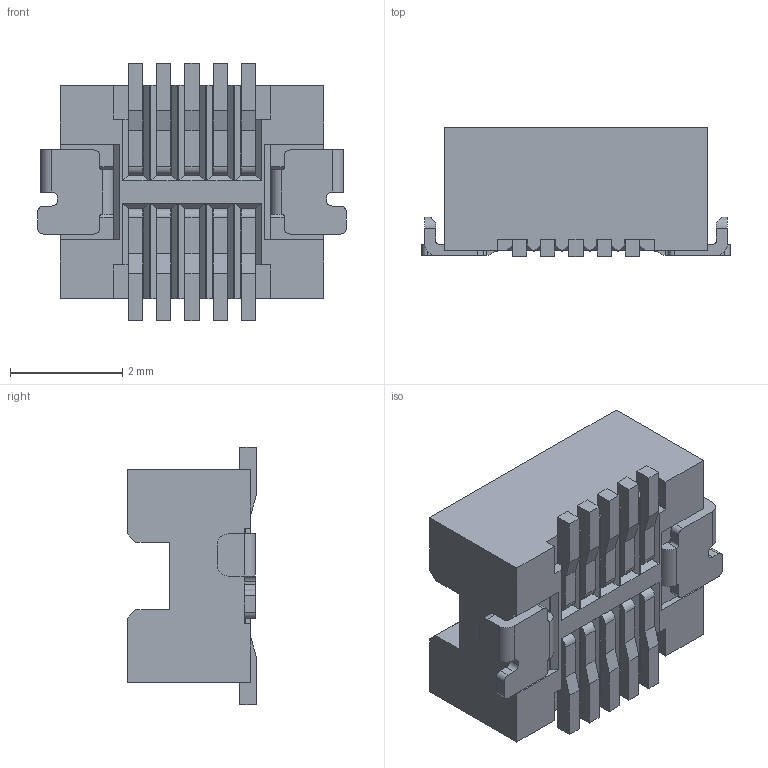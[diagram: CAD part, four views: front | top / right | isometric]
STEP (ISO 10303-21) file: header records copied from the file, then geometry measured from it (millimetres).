
FILE_DESCRIPTION((''),'2;1');
FILE_NAME('50-30H-10PIN-F-H_ASM','2015-10-23T',('HuangEr'),('FCI'),'PRO/ENGINEER BY PARAMETRIC TECHNOLOGY CORPORATION, 2013150','PRO/ENGINEER BY PARAMETRIC TECHNOLOGY CORPORATION, 2013150','');
FILE_SCHEMA(('AUTOMOTIVE_DESIGN { 1 0 10303 214 1 1 1 1 }'));
Length unit declared in the file: millimetre
Products named in the file (5): 30H-10PIN-F-H; 30H-F-TERMINAL; PAD1; PAD2; 50-30H-10PIN-F-H_ASM
Assembly tree (8 placements, depth 2):
  50-30H-10PIN-F-H_ASM
    30H-10PIN-F-H
    30H-F-TERMINAL  x5
    PAD1
    PAD2
Bounding box: 5.5 x 2.3 x 4.6 mm (x, y, z)
Volume: 26.5 mm3; surface area: 168.5 mm2
Topology: 13 solids, 13 shells, 762 faces, 2224 edges, 1454 vertices
Faces by surface type: plane 596, cylinder 166
Entity records: 15550 total; most frequent: CARTESIAN_POINT 2558, ORIENTED_EDGE 2432, DIRECTION 2146, EDGE_CURVE 1216, VECTOR 1088, LINE 1088, VERTEX_POINT 790, AXIS2_PLACEMENT_3D 529
